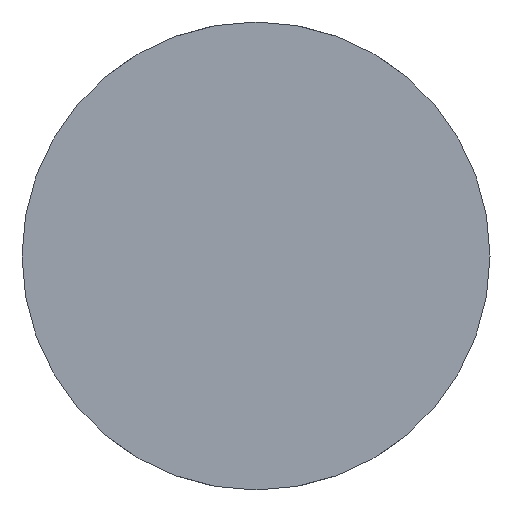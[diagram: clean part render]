
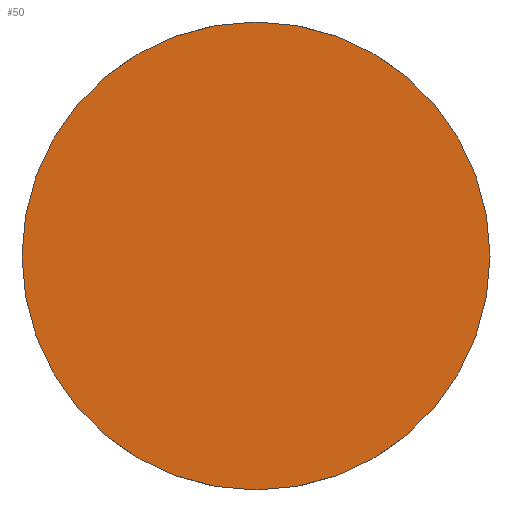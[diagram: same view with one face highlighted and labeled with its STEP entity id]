
A CAD part, top view. The second image highlights one B-rep face of the part: STEP entity #50.
In plain terms, the highlighted planar face has unit normal (0, 0, 1).
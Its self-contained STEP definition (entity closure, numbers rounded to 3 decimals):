
#10 = CIRCLE ( 'NONE', #39, 31.5 ) ;
#11 = ORIENTED_EDGE ( 'NONE', *, *, #56, .T. ) ;
#13 = CARTESIAN_POINT ( 'NONE',  ( 31.5, 0., 0. ) ) ;
#19 = VERTEX_POINT ( 'NONE', #13 ) ;
#20 = DIRECTION ( 'NONE',  ( 1., 0., 0. ) ) ;
#26 = CARTESIAN_POINT ( 'NONE',  ( 0., 0., 0. ) ) ;
#32 = CARTESIAN_POINT ( 'NONE',  ( 0., 0., 0. ) ) ;
#36 = ORIENTED_EDGE ( 'NONE', *, *, #81, .T. ) ;
#39 = AXIS2_PLACEMENT_3D ( 'NONE', #26, #60, #20 ) ;
#46 = CARTESIAN_POINT ( 'NONE',  ( 0., 0., 0. ) ) ;
#50 = ADVANCED_FACE ( 'NONE', ( #94 ), #62, .T. ) ;
#52 = DIRECTION ( 'NONE',  ( 1., 0., 0. ) ) ;
#55 = AXIS2_PLACEMENT_3D ( 'NONE', #46, #80, #107 ) ;
#56 = EDGE_CURVE ( 'NONE', #74, #19, #10, .T. ) ;
#60 = DIRECTION ( 'NONE',  ( 0., 0., 1. ) ) ;
#62 = PLANE ( 'NONE',  #66 ) ;
#66 = AXIS2_PLACEMENT_3D ( 'NONE', #32, #98, #52 ) ;
#71 = EDGE_LOOP ( 'NONE', ( #36, #11 ) ) ;
#74 = VERTEX_POINT ( 'NONE', #92 ) ;
#80 = DIRECTION ( 'NONE',  ( 0., 0., 1. ) ) ;
#81 = EDGE_CURVE ( 'NONE', #19, #74, #113, .T. ) ;
#92 = CARTESIAN_POINT ( 'NONE',  ( -31.5, 0., 0. ) ) ;
#94 = FACE_OUTER_BOUND ( 'NONE', #71, .T. ) ;
#98 = DIRECTION ( 'NONE',  ( 0., 0., 1. ) ) ;
#107 = DIRECTION ( 'NONE',  ( 1., 0., 0. ) ) ;
#113 = CIRCLE ( 'NONE', #55, 31.5 ) ;
